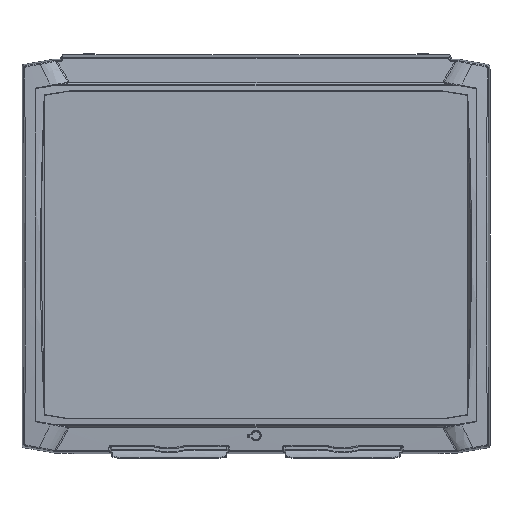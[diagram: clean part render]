
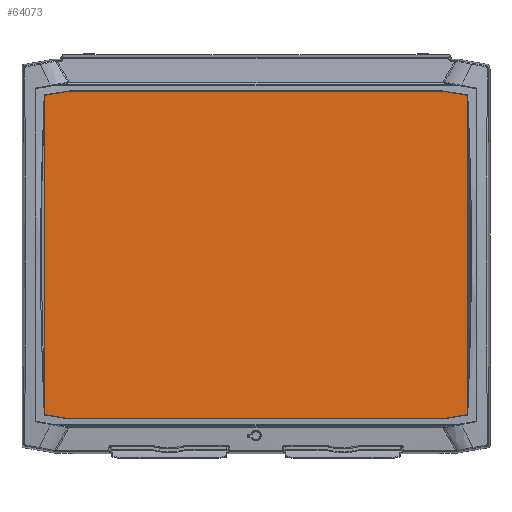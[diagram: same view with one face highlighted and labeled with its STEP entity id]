
A CAD part, top view. The second image highlights one B-rep face of the part: STEP entity #64073.
In plain terms, the highlighted planar face has unit normal (0, 0, 1).
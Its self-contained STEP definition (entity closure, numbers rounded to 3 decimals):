
#2353=PLANE('',#70339);
#8955=LINE('',#144924,#14437);
#8960=LINE('',#144967,#14442);
#9009=LINE('',#146769,#14491);
#9010=LINE('',#146851,#14492);
#9013=LINE('',#146940,#14495);
#9014=LINE('',#147022,#14496);
#10070=LINE('',#152069,#15552);
#10071=LINE('',#152070,#15553);
#14437=VECTOR('',#85412,275.418);
#14442=VECTOR('',#85425,275.418);
#14491=VECTOR('',#85722,21.832);
#14492=VECTOR('',#85729,21.832);
#14495=VECTOR('',#85738,21.832);
#14496=VECTOR('',#85745,21.832);
#15552=VECTOR('',#88147,322.);
#15553=VECTOR('',#88148,322.);
#20322=FACE_OUTER_BOUND('',#24373,.T.);
#24373=EDGE_LOOP('',(#60106,#60107,#60108,#60109,#60110,#60111,#60112,#60113));
#31306=VERTEX_POINT('',#144921);
#31307=VERTEX_POINT('',#144923);
#31314=VERTEX_POINT('',#144964);
#31315=VERTEX_POINT('',#144966);
#31410=VERTEX_POINT('',#146767);
#31412=VERTEX_POINT('',#146850);
#31414=VERTEX_POINT('',#146938);
#31416=VERTEX_POINT('',#147021);
#40041=EDGE_CURVE('',#31307,#31306,#8955,.T.);
#40050=EDGE_CURVE('',#31315,#31314,#8960,.T.);
#40211=EDGE_CURVE('',#31306,#31410,#9009,.T.);
#40215=EDGE_CURVE('',#31412,#31307,#9010,.T.);
#40221=EDGE_CURVE('',#31314,#31414,#9013,.T.);
#40225=EDGE_CURVE('',#31416,#31315,#9014,.T.);
#41546=EDGE_CURVE('',#31410,#31416,#10070,.T.);
#41547=EDGE_CURVE('',#31414,#31412,#10071,.T.);
#60106=ORIENTED_EDGE('',*,*,#40041,.T.);
#60107=ORIENTED_EDGE('',*,*,#40211,.T.);
#60108=ORIENTED_EDGE('',*,*,#41546,.T.);
#60109=ORIENTED_EDGE('',*,*,#40225,.T.);
#60110=ORIENTED_EDGE('',*,*,#40050,.T.);
#60111=ORIENTED_EDGE('',*,*,#40221,.T.);
#60112=ORIENTED_EDGE('',*,*,#41547,.T.);
#60113=ORIENTED_EDGE('',*,*,#40215,.T.);
#64073=ADVANCED_FACE('',(#20322),#2353,.T.);
#70339=AXIS2_PLACEMENT_3D('',#152068,#88145,#88146);
#85412=DIRECTION('',(0.,1.,0.));
#85425=DIRECTION('',(0.,-1.,0.));
#85722=DIRECTION('',(-0.985,0.174,0.));
#85729=DIRECTION('',(0.985,0.174,0.));
#85738=DIRECTION('',(0.985,-0.174,0.));
#85745=DIRECTION('',(-0.985,-0.174,0.));
#88145=DIRECTION('center_axis',(0.,0.,1.));
#88146=DIRECTION('ref_axis',(1.,0.,0.));
#88147=DIRECTION('',(-1.,0.,0.));
#88148=DIRECTION('',(1.,0.,0.));
#144921=CARTESIAN_POINT('',(182.5,137.709,16.2));
#144923=CARTESIAN_POINT('',(182.5,-137.709,16.2));
#144924=CARTESIAN_POINT('',(182.5,-137.709,16.2));
#144964=CARTESIAN_POINT('',(-182.5,-137.709,16.2));
#144966=CARTESIAN_POINT('',(-182.5,137.709,16.2));
#144967=CARTESIAN_POINT('',(-182.5,137.709,16.2));
#146767=CARTESIAN_POINT('',(161.,141.5,16.2));
#146769=CARTESIAN_POINT('',(182.5,137.709,16.2));
#146850=CARTESIAN_POINT('',(161.,-141.5,16.2));
#146851=CARTESIAN_POINT('',(161.,-141.5,16.2));
#146938=CARTESIAN_POINT('',(-161.,-141.5,16.2));
#146940=CARTESIAN_POINT('',(-182.5,-137.709,16.2));
#147021=CARTESIAN_POINT('',(-161.,141.5,16.2));
#147022=CARTESIAN_POINT('',(-161.,141.5,16.2));
#152068=CARTESIAN_POINT('Origin',(0.,0.,16.2));
#152069=CARTESIAN_POINT('',(161.,141.5,16.2));
#152070=CARTESIAN_POINT('',(-161.,-141.5,16.2));
